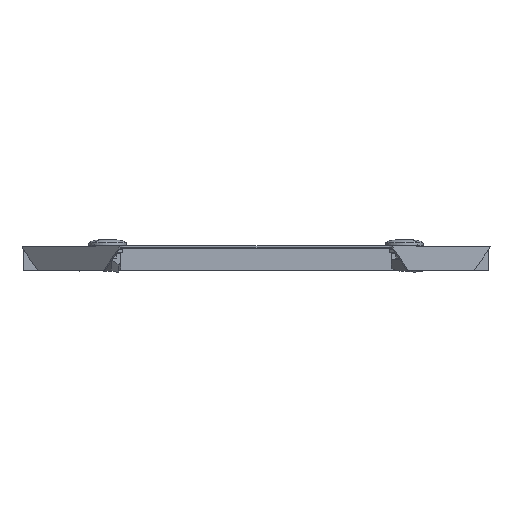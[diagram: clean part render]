
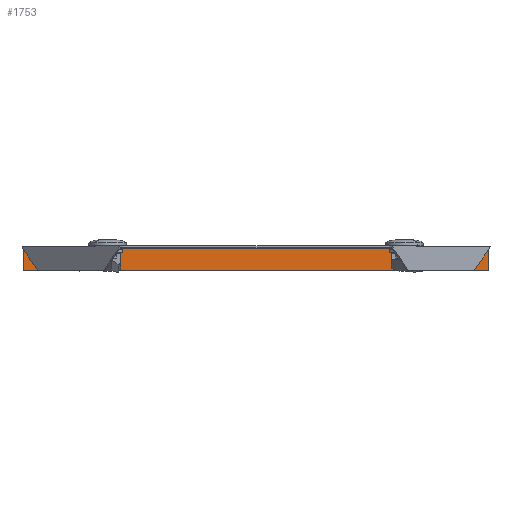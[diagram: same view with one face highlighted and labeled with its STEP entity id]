
A CAD part, top view. The second image highlights one B-rep face of the part: STEP entity #1753.
In plain terms, the highlighted planar face has unit normal (0, 0, 1).
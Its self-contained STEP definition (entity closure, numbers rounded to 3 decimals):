
#49 = LINE ( 'NONE', #374, #2343 ) ;
#141 = DIRECTION ( 'NONE',  ( 0., -1., 0. ) ) ;
#171 = CARTESIAN_POINT ( 'NONE',  ( 0., -1., -95.4 ) ) ;
#231 = EDGE_CURVE ( 'NONE', #1847, #2422, #2501, .T. ) ;
#275 = VECTOR ( 'NONE', #1076, 1000. ) ;
#335 = LINE ( 'NONE', #1051, #275 ) ;
#341 = DIRECTION ( 'NONE',  ( 0., 0., 1. ) ) ;
#348 = ORIENTED_EDGE ( 'NONE', *, *, #1917, .F. ) ;
#374 = CARTESIAN_POINT ( 'NONE',  ( 125., -2., -95.4 ) ) ;
#554 = LINE ( 'NONE', #1191, #800 ) ;
#600 = CARTESIAN_POINT ( 'NONE',  ( -125., -2., -95.4 ) ) ;
#636 = CARTESIAN_POINT ( 'NONE',  ( -125., 94.599, -95.4 ) ) ;
#664 = ORIENTED_EDGE ( 'NONE', *, *, #759, .F. ) ;
#752 = VECTOR ( 'NONE', #1052, 1000. ) ;
#759 = EDGE_CURVE ( 'NONE', #1854, #1847, #554, .T. ) ;
#800 = VECTOR ( 'NONE', #2325, 1000. ) ;
#825 = EDGE_CURVE ( 'NONE', #1253, #1701, #49, .T. ) ;
#943 = VECTOR ( 'NONE', #2673, 1000. ) ;
#1018 = CARTESIAN_POINT ( 'NONE',  ( 0., 94.599, -95.4 ) ) ;
#1037 = ORIENTED_EDGE ( 'NONE', *, *, #825, .T. ) ;
#1051 = CARTESIAN_POINT ( 'NONE',  ( 125., 166.957, -95.4 ) ) ;
#1052 = DIRECTION ( 'NONE',  ( -1., 0., 0. ) ) ;
#1060 = EDGE_CURVE ( 'NONE', #1701, #2422, #1581, .T. ) ;
#1076 = DIRECTION ( 'NONE',  ( 0., -1., 0. ) ) ;
#1191 = CARTESIAN_POINT ( 'NONE',  ( -125., 166.957, -95.4 ) ) ;
#1253 = VERTEX_POINT ( 'NONE', #2480 ) ;
#1327 = EDGE_LOOP ( 'NONE', ( #2066, #1037, #2657, #1601, #664, #348 ) ) ;
#1581 = LINE ( 'NONE', #171, #752 ) ;
#1601 = ORIENTED_EDGE ( 'NONE', *, *, #231, .F. ) ;
#1701 = VERTEX_POINT ( 'NONE', #2797 ) ;
#1711 = DIRECTION ( 'NONE',  ( -1., 0., 0. ) ) ;
#1753 = ADVANCED_FACE ( 'NONE', ( #2882 ), #2365, .T. ) ;
#1820 = VERTEX_POINT ( 'NONE', #2170 ) ;
#1847 = VERTEX_POINT ( 'NONE', #600 ) ;
#1854 = VERTEX_POINT ( 'NONE', #2444 ) ;
#1865 = EDGE_CURVE ( 'NONE', #1253, #1820, #335, .T. ) ;
#1917 = EDGE_CURVE ( 'NONE', #1820, #1854, #2598, .T. ) ;
#2004 = CARTESIAN_POINT ( 'NONE',  ( -125., -1., -95.4 ) ) ;
#2013 = AXIS2_PLACEMENT_3D ( 'NONE', #1018, #341, #141 ) ;
#2066 = ORIENTED_EDGE ( 'NONE', *, *, #1865, .F. ) ;
#2128 = DIRECTION ( 'NONE',  ( 0., 1., 0. ) ) ;
#2170 = CARTESIAN_POINT ( 'NONE',  ( 125., -13.001, -95.4 ) ) ;
#2322 = VECTOR ( 'NONE', #1711, 1000. ) ;
#2325 = DIRECTION ( 'NONE',  ( 0., 1., 0. ) ) ;
#2343 = VECTOR ( 'NONE', #2128, 1000. ) ;
#2365 = PLANE ( 'NONE',  #2013 ) ;
#2422 = VERTEX_POINT ( 'NONE', #2004 ) ;
#2444 = CARTESIAN_POINT ( 'NONE',  ( -125., -13.001, -95.4 ) ) ;
#2480 = CARTESIAN_POINT ( 'NONE',  ( 125., -2., -95.4 ) ) ;
#2501 = LINE ( 'NONE', #636, #943 ) ;
#2598 = LINE ( 'NONE', #2625, #2322 ) ;
#2625 = CARTESIAN_POINT ( 'NONE',  ( -125., -13.001, -95.4 ) ) ;
#2657 = ORIENTED_EDGE ( 'NONE', *, *, #1060, .T. ) ;
#2673 = DIRECTION ( 'NONE',  ( 0., 1., 0. ) ) ;
#2797 = CARTESIAN_POINT ( 'NONE',  ( 125., -1., -95.4 ) ) ;
#2882 = FACE_OUTER_BOUND ( 'NONE', #1327, .T. ) ;
